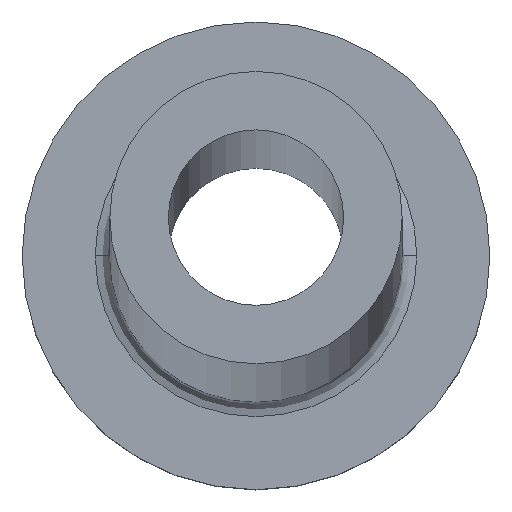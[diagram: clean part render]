
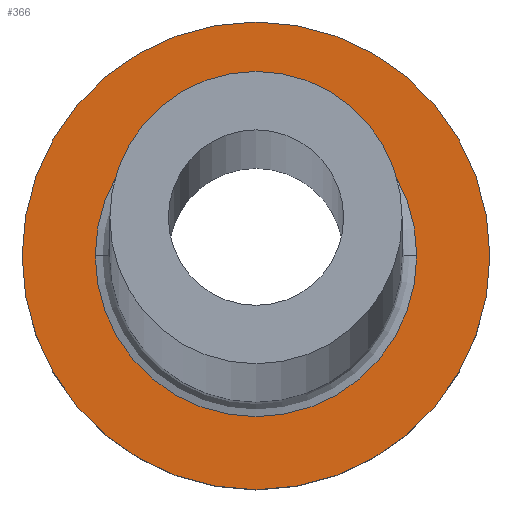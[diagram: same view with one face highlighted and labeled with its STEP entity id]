
A CAD part, top view. The second image highlights one B-rep face of the part: STEP entity #366.
In plain terms, the highlighted planar face has unit normal (0, 0, 1).
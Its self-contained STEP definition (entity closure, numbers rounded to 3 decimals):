
#5 = DIRECTION ( 'NONE',  ( 0., 0., -1. ) ) ;
#9 = ORIENTED_EDGE ( 'NONE', *, *, #263, .T. ) ;
#10 = CARTESIAN_POINT ( 'NONE',  ( -5.5, 0., 5. ) ) ;
#11 = AXIS2_PLACEMENT_3D ( 'NONE', #355, #203, #124 ) ;
#18 = DIRECTION ( 'NONE',  ( 0., 0., 1. ) ) ;
#38 = DIRECTION ( 'NONE',  ( 0., 0., -1. ) ) ;
#40 = EDGE_LOOP ( 'NONE', ( #237, #9 ) ) ;
#41 = CIRCLE ( 'NONE', #235, 5.5 ) ;
#47 = VERTEX_POINT ( 'NONE', #262 ) ;
#60 = CARTESIAN_POINT ( 'NONE',  ( -8., 0., 5. ) ) ;
#61 = ORIENTED_EDGE ( 'NONE', *, *, #338, .T. ) ;
#98 = DIRECTION ( 'NONE',  ( 1., 0., 0. ) ) ;
#124 = DIRECTION ( 'NONE',  ( 1., 0., 0. ) ) ;
#156 = EDGE_CURVE ( 'NONE', #47, #162, #343, .T. ) ;
#157 = CIRCLE ( 'NONE', #348, 5.5 ) ;
#160 = DIRECTION ( 'NONE',  ( 0., 0., 1. ) ) ;
#162 = VERTEX_POINT ( 'NONE', #60 ) ;
#174 = CIRCLE ( 'NONE', #210, 8. ) ;
#182 = FACE_OUTER_BOUND ( 'NONE', #254, .T. ) ;
#184 = PLANE ( 'NONE',  #229 ) ;
#203 = DIRECTION ( 'NONE',  ( 0., 0., 1. ) ) ;
#210 = AXIS2_PLACEMENT_3D ( 'NONE', #251, #18, #341 ) ;
#215 = DIRECTION ( 'NONE',  ( 1., 0., 0. ) ) ;
#217 = CARTESIAN_POINT ( 'NONE',  ( 0., 0., 5. ) ) ;
#229 = AXIS2_PLACEMENT_3D ( 'NONE', #245, #160, #215 ) ;
#235 = AXIS2_PLACEMENT_3D ( 'NONE', #302, #5, #266 ) ;
#237 = ORIENTED_EDGE ( 'NONE', *, *, #331, .T. ) ;
#245 = CARTESIAN_POINT ( 'NONE',  ( 0., 0., 5. ) ) ;
#251 = CARTESIAN_POINT ( 'NONE',  ( 0., 0., 5. ) ) ;
#252 = CARTESIAN_POINT ( 'NONE',  ( 5.5, 0., 5. ) ) ;
#254 = EDGE_LOOP ( 'NONE', ( #61, #318 ) ) ;
#262 = CARTESIAN_POINT ( 'NONE',  ( 8., 0., 5. ) ) ;
#263 = EDGE_CURVE ( 'NONE', #286, #307, #41, .T. ) ;
#266 = DIRECTION ( 'NONE',  ( 1., 0., 0. ) ) ;
#286 = VERTEX_POINT ( 'NONE', #10 ) ;
#302 = CARTESIAN_POINT ( 'NONE',  ( 0., 0., 5. ) ) ;
#307 = VERTEX_POINT ( 'NONE', #252 ) ;
#318 = ORIENTED_EDGE ( 'NONE', *, *, #156, .T. ) ;
#331 = EDGE_CURVE ( 'NONE', #307, #286, #157, .T. ) ;
#338 = EDGE_CURVE ( 'NONE', #162, #47, #174, .T. ) ;
#341 = DIRECTION ( 'NONE',  ( 1., 0., 0. ) ) ;
#343 = CIRCLE ( 'NONE', #11, 8. ) ;
#348 = AXIS2_PLACEMENT_3D ( 'NONE', #217, #38, #98 ) ;
#355 = CARTESIAN_POINT ( 'NONE',  ( 0., 0., 5. ) ) ;
#366 = ADVANCED_FACE ( 'NONE', ( #368, #182 ), #184, .T. ) ;
#368 = FACE_BOUND ( 'NONE', #40, .T. ) ;
